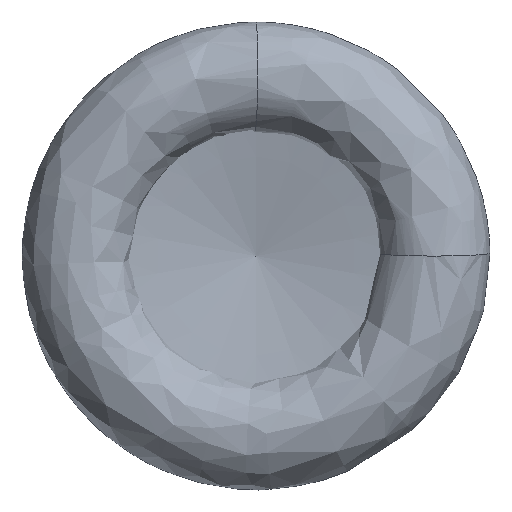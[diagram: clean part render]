
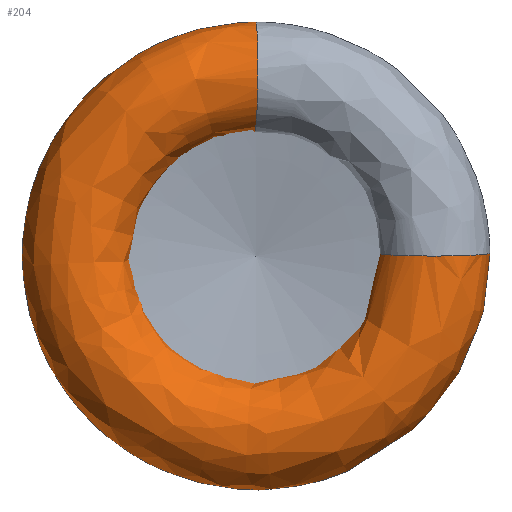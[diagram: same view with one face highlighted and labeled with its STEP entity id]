
A CAD part, left-side view. The second image highlights one B-rep face of the part: STEP entity #204.
In plain terms, the highlighted free-form (B-spline) face has degree [3, 3] with [7, 7] control points.
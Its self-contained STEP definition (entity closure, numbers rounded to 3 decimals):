
#204=ADVANCED_FACE('',(#226,#227),#223,.F.);
#223=(
BOUNDED_SURFACE()
B_SPLINE_SURFACE(3,3,((#485,#486,#487,#488,#489,#490,#491),(#492,#493,#494,
#495,#496,#497,#498),(#499,#500,#501,#502,#503,#504,#505),(#506,#507,#508,
#509,#510,#511,#512),(#513,#514,#515,#516,#517,#518,#519),(#520,#521,#522,
#523,#524,#525,#526),(#527,#528,#529,#530,#531,#532,#533)),
 .UNSPECIFIED.,.T.,.F.,.F.)
B_SPLINE_SURFACE_WITH_KNOTS((1,3,3,3,1),(4,3,4),(-0.5,0.,0.5,1.,1.5),(0.,
0.5,1.),.UNSPECIFIED.)
GEOMETRIC_REPRESENTATION_ITEM()
RATIONAL_B_SPLINE_SURFACE(((1.,0.587,0.587,1.,0.587,
0.587,1.),(0.333,0.196,0.196,
0.333,0.196,0.196,0.333),
(0.333,0.196,0.196,0.333,
0.196,0.196,0.333),(1.,0.587,
0.587,1.,0.587,0.587,1.),(0.333,
0.196,0.196,0.333,0.196,
0.196,0.333),(0.333,0.196,
0.196,0.333,0.196,0.196,
0.333),(1.,0.587,0.587,1.,0.587,
0.587,1.)))
REPRESENTATION_ITEM('')
SURFACE()
);
#226=FACE_BOUND('',#262,.T.);
#227=FACE_BOUND('',#263,.T.);
#262=EDGE_LOOP('',(#298));
#263=EDGE_LOOP('',(#299));
#298=ORIENTED_EDGE('',*,*,#353,.T.);
#299=ORIENTED_EDGE('',*,*,#354,.F.);
#334=VERTEX_POINT('',#482);
#335=VERTEX_POINT('',#484);
#353=EDGE_CURVE('',#334,#334,#371,.T.);
#354=EDGE_CURVE('',#335,#335,#372,.T.);
#371=CIRCLE('',#390,6.);
#372=CIRCLE('',#391,6.);
#390=AXIS2_PLACEMENT_3D('',#481,#419,#420);
#391=AXIS2_PLACEMENT_3D('',#483,#421,#422);
#419=DIRECTION('',(-0.052,0.999,0.011));
#420=DIRECTION('',(0.999,0.052,0.001));
#421=DIRECTION('',(-0.052,0.,0.999));
#422=DIRECTION('',(0.999,0.,0.052));
#481=CARTESIAN_POINT('',(5.992,0.114,19.));
#482=CARTESIAN_POINT('',(11.984,0.428,19.004));
#483=CARTESIAN_POINT('',(5.992,-18.998,0.314));
#484=CARTESIAN_POINT('',(11.984,-18.998,0.628));
#485=CARTESIAN_POINT('',(11.984,-18.998,0.628));
#486=CARTESIAN_POINT('',(11.984,-19.658,-19.333));
#487=CARTESIAN_POINT('',(11.984,-1.447,-27.534));
#488=CARTESIAN_POINT('',(11.984,13.062,-13.809));
#489=CARTESIAN_POINT('',(11.984,27.572,-0.085));
#490=CARTESIAN_POINT('',(11.984,20.395,18.554));
#491=CARTESIAN_POINT('',(11.984,0.428,19.004));
#492=CARTESIAN_POINT('',(11.984,-6.998,0.628));
#493=CARTESIAN_POINT('',(11.984,-7.658,-6.725));
#494=CARTESIAN_POINT('',(11.984,-1.108,-10.131));
#495=CARTESIAN_POINT('',(11.984,4.533,-5.369));
#496=CARTESIAN_POINT('',(11.984,10.173,-0.606));
#497=CARTESIAN_POINT('',(11.984,7.914,6.422));
#498=CARTESIAN_POINT('',(11.984,0.554,7.004));
#499=CARTESIAN_POINT('',(0.,-6.998,0.));
#500=CARTESIAN_POINT('',(0.,-6.998,-7.353));
#501=CARTESIAN_POINT('',(0.,-0.198,-10.149));
#502=CARTESIAN_POINT('',(0.,4.974,-4.922));
#503=CARTESIAN_POINT('',(0.,10.146,0.304));
#504=CARTESIAN_POINT('',(0.,7.279,7.075));
#505=CARTESIAN_POINT('',(0.,-0.074,6.998));
#506=CARTESIAN_POINT('',(0.,-18.998,0.));
#507=CARTESIAN_POINT('',(0.,-18.998,-19.961));
#508=CARTESIAN_POINT('',(0.,-0.536,-27.552));
#509=CARTESIAN_POINT('',(0.,13.504,-13.363));
#510=CARTESIAN_POINT('',(0.,27.544,0.826));
#511=CARTESIAN_POINT('',(0.,19.76,19.207));
#512=CARTESIAN_POINT('',(0.,-0.2,18.997));
#513=CARTESIAN_POINT('',(0.,-30.998,0.));
#514=CARTESIAN_POINT('',(0.,-30.998,-32.57));
#515=CARTESIAN_POINT('',(0.,-0.875,-44.954));
#516=CARTESIAN_POINT('',(0.,22.034,-21.803));
#517=CARTESIAN_POINT('',(0.,44.943,1.348));
#518=CARTESIAN_POINT('',(0.,32.242,31.339));
#519=CARTESIAN_POINT('',(0.,-0.326,30.996));
#520=CARTESIAN_POINT('',(11.984,-30.998,0.628));
#521=CARTESIAN_POINT('',(11.984,-31.658,-31.942));
#522=CARTESIAN_POINT('',(11.984,-1.786,-44.937));
#523=CARTESIAN_POINT('',(11.984,21.592,-22.25));
#524=CARTESIAN_POINT('',(11.984,44.97,0.437));
#525=CARTESIAN_POINT('',(11.984,32.877,30.686));
#526=CARTESIAN_POINT('',(11.984,0.302,31.003));
#527=CARTESIAN_POINT('',(11.984,-18.998,0.628));
#528=CARTESIAN_POINT('',(11.984,-19.658,-19.333));
#529=CARTESIAN_POINT('',(11.984,-1.447,-27.534));
#530=CARTESIAN_POINT('',(11.984,13.062,-13.809));
#531=CARTESIAN_POINT('',(11.984,27.572,-0.085));
#532=CARTESIAN_POINT('',(11.984,20.395,18.554));
#533=CARTESIAN_POINT('',(11.984,0.428,19.004));
